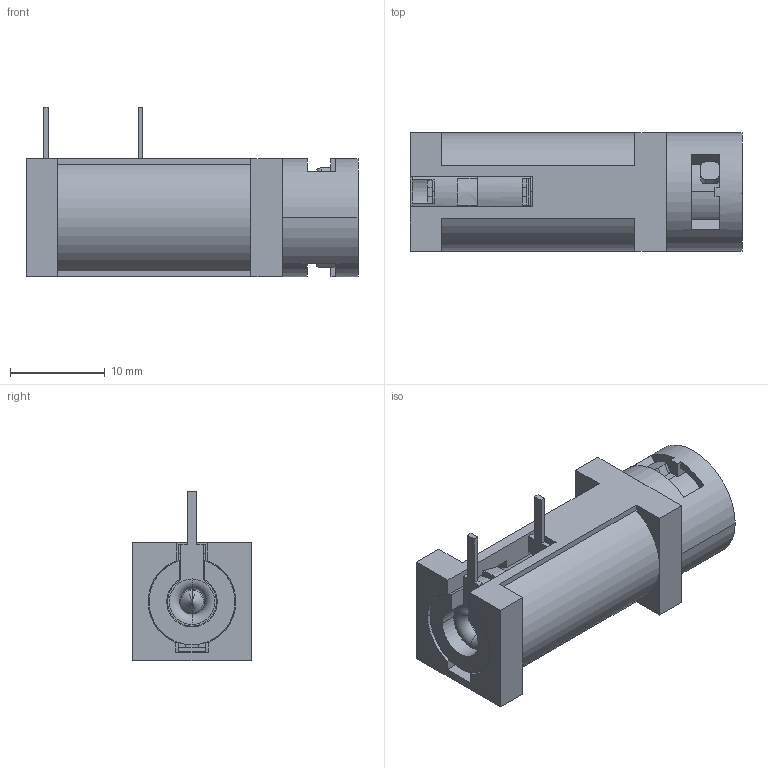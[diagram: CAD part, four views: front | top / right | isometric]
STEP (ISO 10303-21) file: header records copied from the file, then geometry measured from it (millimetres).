
FILE_DESCRIPTION(('STEP AP242'),'1');
FILE_NAME('fx0457.stp','2023-04-05T09:38:46',('TraceParts'),('TraceParts S.A.'),'Spatial InterOp 3D',' ',' ');
FILE_SCHEMA(('AP242_MANAGED_MODEL_BASED_3D_ENGINEERING_MIM_LF {1 0 10303 442 1 1 4}'));
Length unit declared in the file: millimetre
Products named in the file (1): fx0457
Bounding box: 35.05 x 12.5 x 17.93 mm (x, y, z)
Volume: 3062.1 mm3; surface area: 4754.2 mm2
Topology: 1 solids, 1 shells, 212 faces, 618 edges, 392 vertices
Faces by surface type: plane 141, cylinder 52, torus 12, cone 7
Entity records: 7180 total; most frequent: CARTESIAN_POINT 1402, ORIENTED_EDGE 1232, DIRECTION 1218, EDGE_CURVE 616, AXIS2_PLACEMENT_3D 409, LINE 400, VECTOR 400, VERTEX_POINT 392
